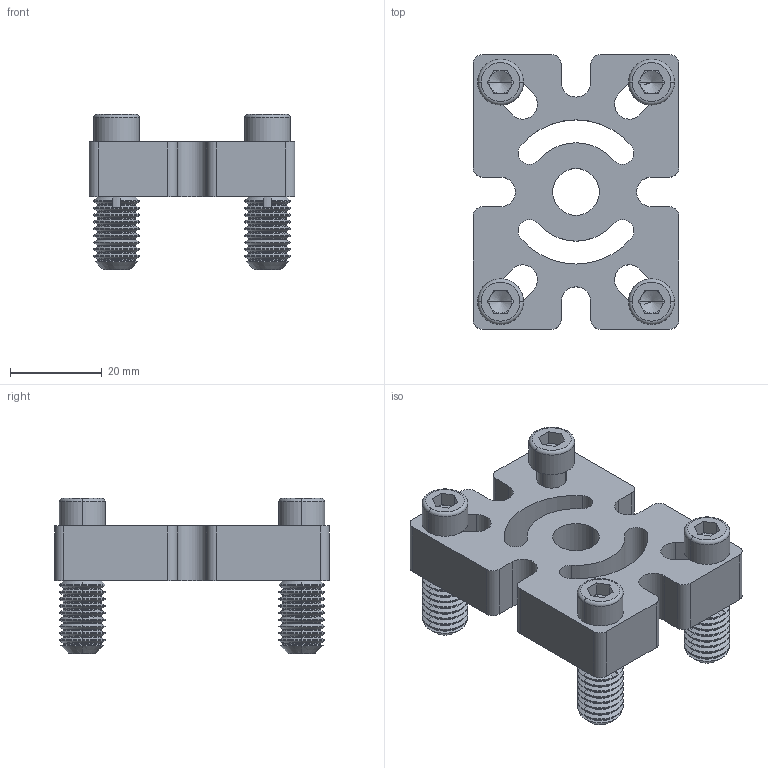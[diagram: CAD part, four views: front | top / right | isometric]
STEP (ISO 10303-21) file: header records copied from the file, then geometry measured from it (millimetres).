
FILE_DESCRIPTION (( 'STEP AP203' ), '1' );
FILE_NAME ('5.32.45.4560.STEP', '2014-06-25T06:02:08', ( 'USER' ), ( 'Microsoft' ), 'SwSTEP 2.0', 'SolidWorks 2012', '' );
FILE_SCHEMA (( 'CONFIG_CONTROL_DESIGN' ));
Length unit declared in the file: millimetre
Products named in the file (1): 5.32.45.4560
Bounding box: 45 x 60 x 33.91 mm (x, y, z)
Surface area: 16272.6 mm2 (no closed solid volume)
Topology: 0 solids, 29 shells, 695 faces, 1799 edges, 1098 vertices
Faces by surface type: torus 224, cone 216, cylinder 165, plane 90
Entity records: 22028 total; most frequent: CARTESIAN_POINT 5005, DIRECTION 3921, ORIENTED_EDGE 3234, EDGE_CURVE 1791, AXIS2_PLACEMENT_3D 1658, VERTEX_POINT 1098, CIRCLE 962, EDGE_LOOP 713
